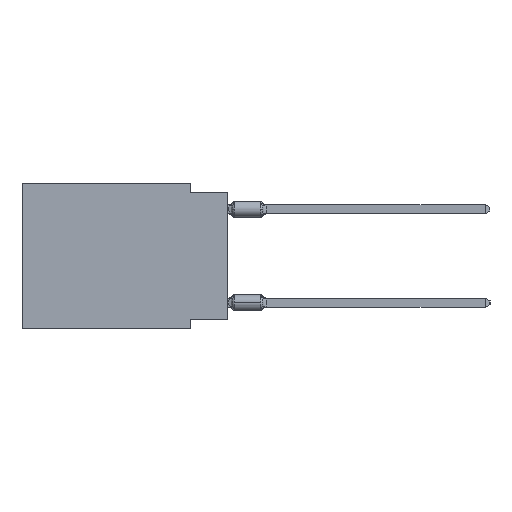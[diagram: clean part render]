
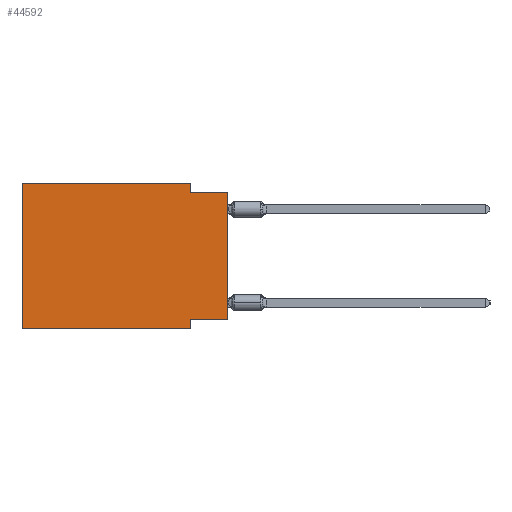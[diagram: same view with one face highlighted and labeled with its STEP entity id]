
A CAD part, left-side view. The second image highlights one B-rep face of the part: STEP entity #44592.
In plain terms, the highlighted planar face has unit normal (-1, 0, 0).
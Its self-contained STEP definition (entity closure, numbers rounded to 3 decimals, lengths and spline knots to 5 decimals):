
#955 = VECTOR ( 'NONE', #8533, 39.37008 ) ;
#3457 = VERTEX_POINT ( 'NONE', #30720 ) ;
#5360 = LINE ( 'NONE', #61657, #13654 ) ;
#8378 = LINE ( 'NONE', #8709, #53897 ) ;
#8533 = DIRECTION ( 'NONE',  ( 0., 1., 0. ) ) ;
#8709 = CARTESIAN_POINT ( 'NONE',  ( 0., 0.1, 0. ) ) ;
#10720 = VECTOR ( 'NONE', #58547, 39.37008 ) ;
#12852 = EDGE_CURVE ( 'NONE', #14638, #44253, #5360, .T. ) ;
#13654 = VECTOR ( 'NONE', #31498, 39.37008 ) ;
#13772 = EDGE_CURVE ( 'NONE', #53373, #64242, #47753, .T. ) ;
#14045 = AXIS2_PLACEMENT_3D ( 'NONE', #45069, #19887, #23933 ) ;
#14313 = EDGE_LOOP ( 'NONE', ( #43682, #23379, #25938, #37063, #17609, #58994, #37743, #27092 ) ) ;
#14638 = VERTEX_POINT ( 'NONE', #63251 ) ;
#17581 = CARTESIAN_POINT ( 'NONE',  ( 0., 0., -0.365 ) ) ;
#17609 = ORIENTED_EDGE ( 'NONE', *, *, #12852, .F. ) ;
#19667 = LINE ( 'NONE', #46193, #48584 ) ;
#19887 = DIRECTION ( 'NONE',  ( 1., 0., 0. ) ) ;
#20384 = DIRECTION ( 'NONE',  ( 0., -1., 0. ) ) ;
#22256 = CARTESIAN_POINT ( 'NONE',  ( 0., 0.1, -0.39 ) ) ;
#22684 = CARTESIAN_POINT ( 'NONE',  ( 0., 0., 0. ) ) ;
#23105 = EDGE_CURVE ( 'NONE', #3457, #24990, #8378, .T. ) ;
#23379 = ORIENTED_EDGE ( 'NONE', *, *, #54663, .F. ) ;
#23686 = EDGE_CURVE ( 'NONE', #14638, #64242, #19667, .T. ) ;
#23933 = DIRECTION ( 'NONE',  ( 0., 0., -1. ) ) ;
#24681 = CARTESIAN_POINT ( 'NONE',  ( 0., 0.55, 0. ) ) ;
#24937 = FACE_OUTER_BOUND ( 'NONE', #14313, .T. ) ;
#24990 = VERTEX_POINT ( 'NONE', #51555 ) ;
#25938 = ORIENTED_EDGE ( 'NONE', *, *, #23105, .F. ) ;
#27092 = ORIENTED_EDGE ( 'NONE', *, *, #42191, .F. ) ;
#27293 = VERTEX_POINT ( 'NONE', #63107 ) ;
#28047 = LINE ( 'NONE', #22684, #10720 ) ;
#30720 = CARTESIAN_POINT ( 'NONE',  ( 0., 0.1, 0. ) ) ;
#31498 = DIRECTION ( 'NONE',  ( 0., 0., 1. ) ) ;
#36704 = DIRECTION ( 'NONE',  ( 0., 0., -1. ) ) ;
#37063 = ORIENTED_EDGE ( 'NONE', *, *, #66082, .F. ) ;
#37743 = ORIENTED_EDGE ( 'NONE', *, *, #13772, .F. ) ;
#39053 = CARTESIAN_POINT ( 'NONE',  ( 0., 0., -0.365 ) ) ;
#40516 = CARTESIAN_POINT ( 'NONE',  ( 0., 0., -0.025 ) ) ;
#41855 = LINE ( 'NONE', #40516, #55871 ) ;
#42191 = EDGE_CURVE ( 'NONE', #44500, #53373, #44101, .T. ) ;
#43682 = ORIENTED_EDGE ( 'NONE', *, *, #66201, .T. ) ;
#44101 = LINE ( 'NONE', #39053, #955 ) ;
#44253 = VERTEX_POINT ( 'NONE', #24681 ) ;
#44500 = VERTEX_POINT ( 'NONE', #17581 ) ;
#44592 = ADVANCED_FACE ( 'NONE', ( #24937 ), #59799, .F. ) ;
#45069 = CARTESIAN_POINT ( 'NONE',  ( 0., 0.55, 0. ) ) ;
#45851 = DIRECTION ( 'NONE',  ( 0., -1., 0. ) ) ;
#46193 = CARTESIAN_POINT ( 'NONE',  ( 0., 0.55, -0.39 ) ) ;
#46231 = DIRECTION ( 'NONE',  ( 0., -1., 0. ) ) ;
#47753 = LINE ( 'NONE', #22256, #56608 ) ;
#48584 = VECTOR ( 'NONE', #45851, 39.37008 ) ;
#51555 = CARTESIAN_POINT ( 'NONE',  ( 0., 0.1, -0.025 ) ) ;
#53373 = VERTEX_POINT ( 'NONE', #58090 ) ;
#53897 = VECTOR ( 'NONE', #64360, 39.37008 ) ;
#54583 = VECTOR ( 'NONE', #46231, 39.37008 ) ;
#54663 = EDGE_CURVE ( 'NONE', #24990, #27293, #41855, .T. ) ;
#55871 = VECTOR ( 'NONE', #20384, 39.37008 ) ;
#56608 = VECTOR ( 'NONE', #36704, 39.37008 ) ;
#57248 = CARTESIAN_POINT ( 'NONE',  ( 0., 0.55, 0. ) ) ;
#58090 = CARTESIAN_POINT ( 'NONE',  ( 0., 0.1, -0.365 ) ) ;
#58547 = DIRECTION ( 'NONE',  ( 0., 0., 1. ) ) ;
#58994 = ORIENTED_EDGE ( 'NONE', *, *, #23686, .T. ) ;
#59353 = CARTESIAN_POINT ( 'NONE',  ( 0., 0.1, -0.39 ) ) ;
#59799 = PLANE ( 'NONE',  #14045 ) ;
#61276 = LINE ( 'NONE', #57248, #54583 ) ;
#61657 = CARTESIAN_POINT ( 'NONE',  ( 0., 0.55, 0. ) ) ;
#63107 = CARTESIAN_POINT ( 'NONE',  ( 0., 0., -0.025 ) ) ;
#63251 = CARTESIAN_POINT ( 'NONE',  ( 0., 0.55, -0.39 ) ) ;
#64242 = VERTEX_POINT ( 'NONE', #59353 ) ;
#64360 = DIRECTION ( 'NONE',  ( 0., 0., -1. ) ) ;
#66082 = EDGE_CURVE ( 'NONE', #44253, #3457, #61276, .T. ) ;
#66201 = EDGE_CURVE ( 'NONE', #44500, #27293, #28047, .T. ) ;
